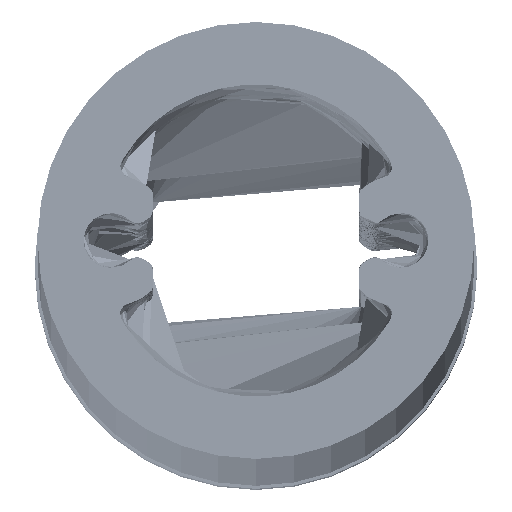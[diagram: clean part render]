
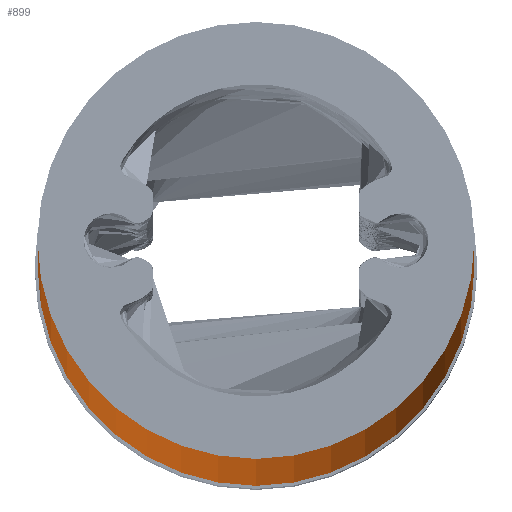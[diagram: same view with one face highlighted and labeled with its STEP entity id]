
A CAD part, top view. The second image highlights one B-rep face of the part: STEP entity #899.
In plain terms, the highlighted cylindrical face has radius 10.85 mm (diameter 21.7 mm), a partial arc.
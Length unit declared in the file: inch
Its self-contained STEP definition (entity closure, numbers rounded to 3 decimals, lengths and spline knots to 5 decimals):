
#26 = CIRCLE ( 'NONE', #489, 0.42717 ) ;
#53 = LINE ( 'NONE', #400, #687 ) ;
#69 = ORIENTED_EDGE ( 'NONE', *, *, #777, .T. ) ;
#164 = DIRECTION ( 'NONE',  ( 0., 0., -1. ) ) ;
#168 = VERTEX_POINT ( 'NONE', #288 ) ;
#221 = DIRECTION ( 'NONE',  ( 0., 0., -1. ) ) ;
#231 = CARTESIAN_POINT ( 'NONE',  ( -0.42717, 0., 1.33858 ) ) ;
#285 = DIRECTION ( 'NONE',  ( 0., 0., -1. ) ) ;
#288 = CARTESIAN_POINT ( 'NONE',  ( -0.42717, 0., 31.49606 ) ) ;
#314 = EDGE_CURVE ( 'NONE', #838, #787, #53, .T. ) ;
#322 = VERTEX_POINT ( 'NONE', #231 ) ;
#323 = CARTESIAN_POINT ( 'NONE',  ( 0., 0., 1.33858 ) ) ;
#325 = EDGE_CURVE ( 'NONE', #322, #787, #26, .T. ) ;
#338 = CARTESIAN_POINT ( 'NONE',  ( -0.42717, 0., 11.81102 ) ) ;
#343 = FACE_OUTER_BOUND ( 'NONE', #1062, .T. ) ;
#393 = AXIS2_PLACEMENT_3D ( 'NONE', #830, #164, #753 ) ;
#400 = CARTESIAN_POINT ( 'NONE',  ( 0.42717, 0., 11.81102 ) ) ;
#489 = AXIS2_PLACEMENT_3D ( 'NONE', #323, #1009, #672 ) ;
#510 = ORIENTED_EDGE ( 'NONE', *, *, #603, .T. ) ;
#603 = EDGE_CURVE ( 'NONE', #838, #168, #985, .T. ) ;
#622 = CARTESIAN_POINT ( 'NONE',  ( 0.42717, 0., 31.49606 ) ) ;
#671 = CARTESIAN_POINT ( 'NONE',  ( 0.42717, 0., 1.33858 ) ) ;
#672 = DIRECTION ( 'NONE',  ( -1., 0., 0. ) ) ;
#687 = VECTOR ( 'NONE', #221, 39.37008 ) ;
#748 = VECTOR ( 'NONE', #840, 39.37008 ) ;
#753 = DIRECTION ( 'NONE',  ( -1., 0., 0. ) ) ;
#777 = EDGE_CURVE ( 'NONE', #168, #322, #800, .T. ) ;
#787 = VERTEX_POINT ( 'NONE', #671 ) ;
#797 = CARTESIAN_POINT ( 'NONE',  ( 0., 0., 11.81102 ) ) ;
#800 = LINE ( 'NONE', #338, #748 ) ;
#806 = DIRECTION ( 'NONE',  ( -1., 0., 0. ) ) ;
#827 = CYLINDRICAL_SURFACE ( 'NONE', #923, 0.42717 ) ;
#830 = CARTESIAN_POINT ( 'NONE',  ( 0., 0., 31.49606 ) ) ;
#838 = VERTEX_POINT ( 'NONE', #622 ) ;
#840 = DIRECTION ( 'NONE',  ( 0., 0., -1. ) ) ;
#899 = ADVANCED_FACE ( 'NONE', ( #343 ), #827, .T. ) ;
#923 = AXIS2_PLACEMENT_3D ( 'NONE', #797, #285, #806 ) ;
#930 = ORIENTED_EDGE ( 'NONE', *, *, #314, .F. ) ;
#985 = CIRCLE ( 'NONE', #393, 0.42717 ) ;
#1009 = DIRECTION ( 'NONE',  ( 0., 0., 1. ) ) ;
#1011 = ORIENTED_EDGE ( 'NONE', *, *, #325, .T. ) ;
#1062 = EDGE_LOOP ( 'NONE', ( #930, #510, #69, #1011 ) ) ;
